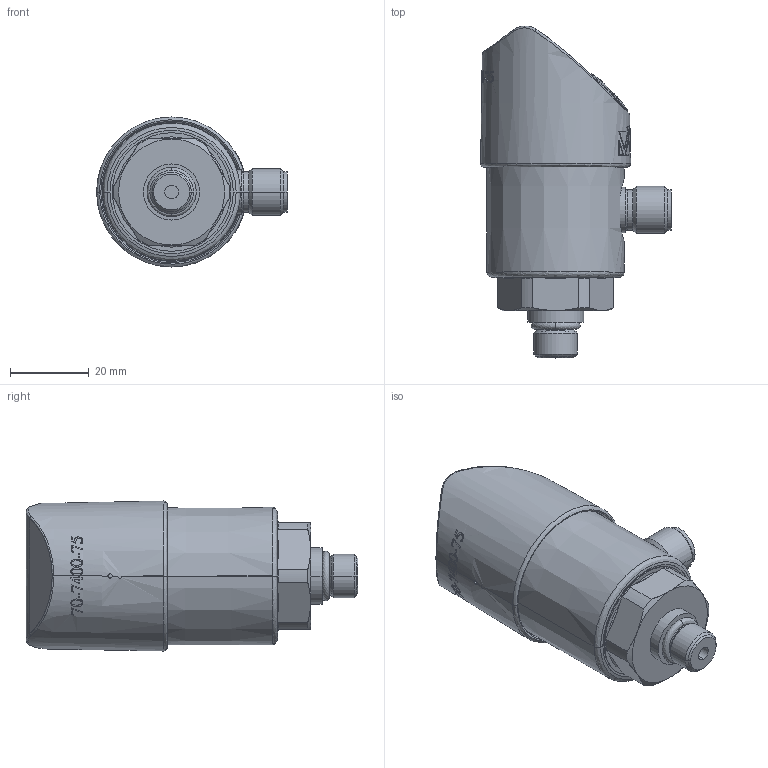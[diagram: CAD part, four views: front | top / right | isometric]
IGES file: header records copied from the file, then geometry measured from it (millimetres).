
Start section:  PTC IGES file: ilc70740075.igs
Global section: file name: ilc70740075.igs; native system: Creo Parametric by PTC Inc.; preprocessor: 2021164; author: Kroemer; organization: Unknown; date: 20240103.143322; units: inch
Bounding box: 48.61 x 84.53 x 38.21 mm (x, y, z)
Surface area: 12271.9 mm2 (no closed solid volume)
Topology: 0 solids, 0 shells, 795 faces, 4391 edges, 4381 vertices
Faces by surface type: bspline 347, extrusion 259, revolution 189
